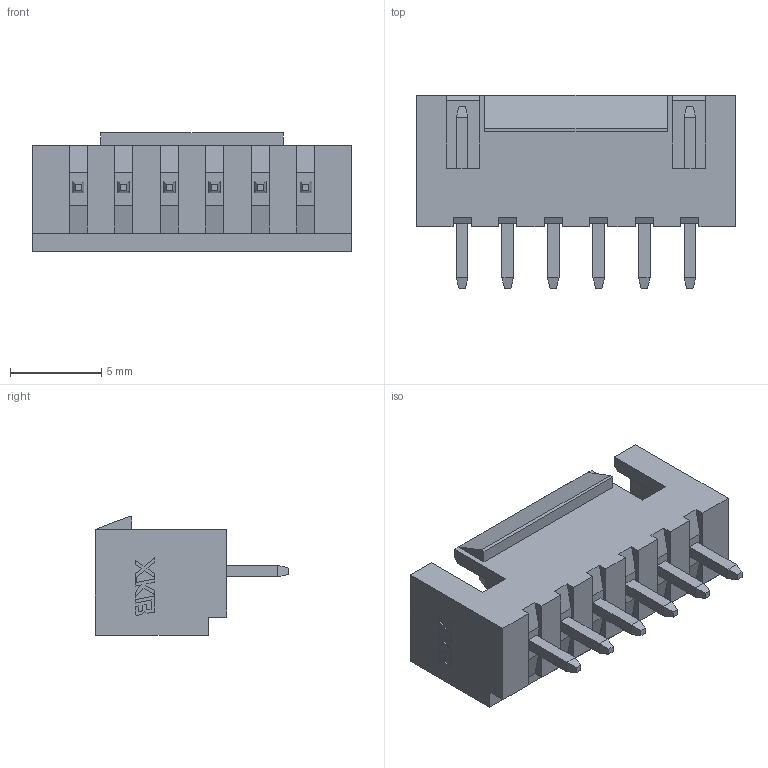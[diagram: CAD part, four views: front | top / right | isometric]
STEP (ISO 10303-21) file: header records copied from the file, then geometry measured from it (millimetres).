
FILE_DESCRIPTION(('STEP AP242'),'1');
FILE_NAME('x8821wv-06l-n0sn.stp','2022-03-05T04:37:05',('TraceParts'),('TraceParts S.A.'),'Spatial InterOp 3D',' ',' ');
FILE_SCHEMA(('AP242_MANAGED_MODEL_BASED_3D_ENGINEERING_MIM_LF {1 0 10303 442 1 1 4}'));
Length unit declared in the file: millimetre
Products named in the file (1): x8821wv-06l-n0sn
Bounding box: 17.5 x 10.6 x 6.5 mm (x, y, z)
Volume: 302.4 mm3; surface area: 915.3 mm2
Topology: 1 solids, 1 shells, 273 faces, 717 edges, 460 vertices
Faces by surface type: plane 261, cylinder 12
Entity records: 8198 total; most frequent: CARTESIAN_POINT 1451, ORIENTED_EDGE 1434, DIRECTION 1289, EDGE_CURVE 717, LINE 693, VECTOR 693, VERTEX_POINT 460, AXIS2_PLACEMENT_3D 298
